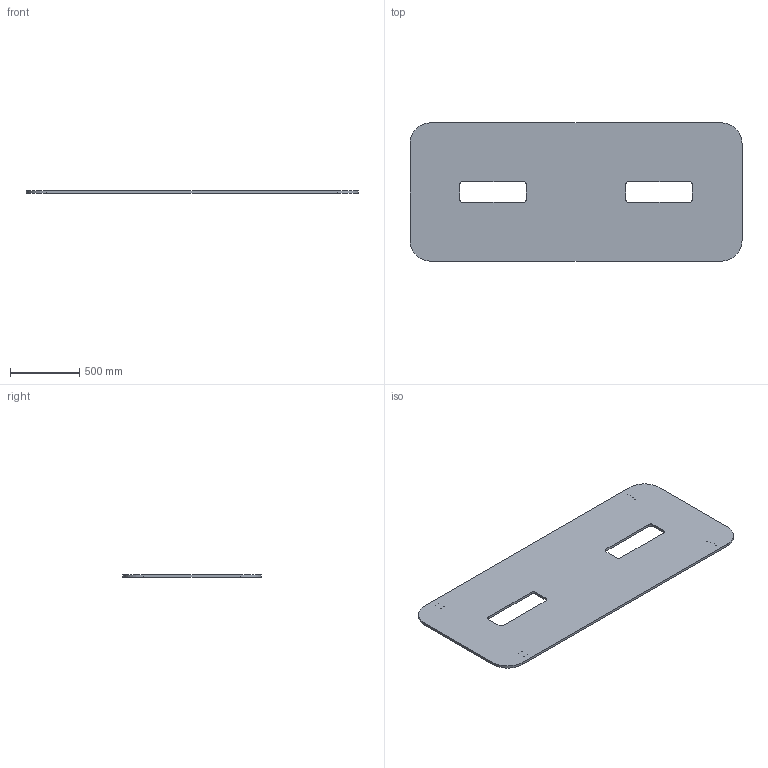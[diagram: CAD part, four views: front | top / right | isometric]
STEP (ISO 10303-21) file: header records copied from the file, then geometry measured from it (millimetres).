
FILE_DESCRIPTION(('CATIA V5 STEP Exchange'),'2;1');
FILE_NAME('BKT_3.5_Plateau.stp','2018-11-01T12:11:13+00:00',('none'),('none'),'CATIA Version 5 Release 20 GA (IN-10)','CATIA V5 STEP AP203','none');
FILE_SCHEMA(('CONFIG_CONTROL_DESIGN'));
Length unit declared in the file: millimetre
Products named in the file (1): BKT_3.5_Plateau
Bounding box: 2400 x 1000 x 18 mm (x, y, z)
Volume: 40158365 mm3; surface area: 4644265.4 mm2
Topology: 1 solids, 1 shells, 72 faces, 196 edges, 132 vertices
Faces by surface type: plane 40, cylinder 32
Entity records: 2177 total; most frequent: ORIENTED_EDGE 392, CARTESIAN_POINT 380, DIRECTION 298, EDGE_CURVE 196, VECTOR 132, LINE 132, VERTEX_POINT 132, AXIS2_PLACEMENT_3D 116
